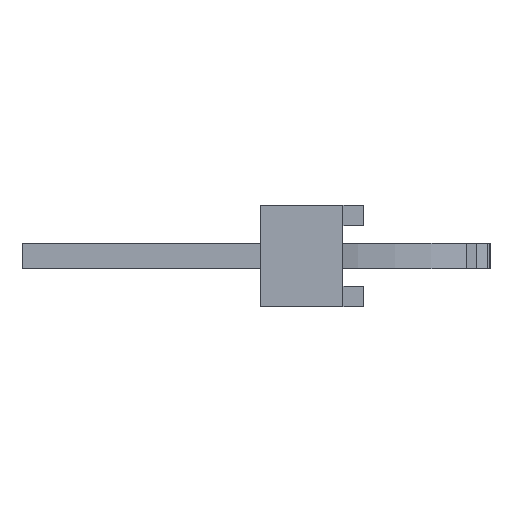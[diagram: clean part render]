
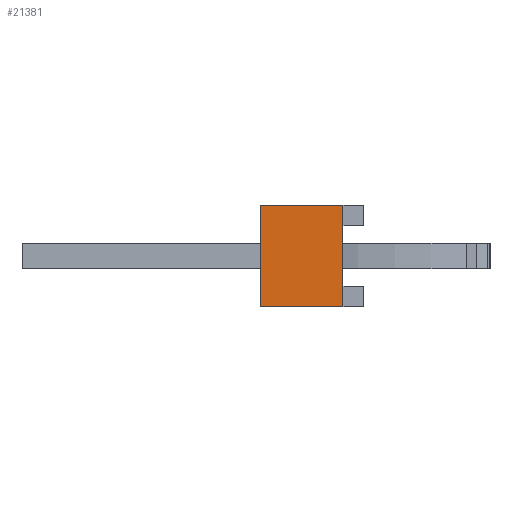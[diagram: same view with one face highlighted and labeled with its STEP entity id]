
A CAD part, left-side view. The second image highlights one B-rep face of the part: STEP entity #21381.
In plain terms, the highlighted planar face has unit normal (-1, 0, 0).
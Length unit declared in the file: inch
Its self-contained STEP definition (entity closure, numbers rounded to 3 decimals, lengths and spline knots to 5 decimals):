
#4679=ORIENTED_EDGE('',*,*,#8315,.T.);
#4680=ORIENTED_EDGE('',*,*,#8824,.T.);
#4681=ORIENTED_EDGE('',*,*,#8673,.F.);
#4682=ORIENTED_EDGE('',*,*,#7442,.F.);
#7442=EDGE_CURVE('',#10178,#10179,#12314,.T.);
#8315=EDGE_CURVE('',#10178,#10890,#13187,.T.);
#8673=EDGE_CURVE('',#10179,#11152,#13545,.T.);
#8824=EDGE_CURVE('',#10890,#11152,#13696,.T.);
#10178=VERTEX_POINT('',#30568);
#10179=VERTEX_POINT('',#30570);
#10890=VERTEX_POINT('',#32330);
#11152=VERTEX_POINT('',#33016);
#12314=LINE('',#30569,#15186);
#13187=LINE('',#32331,#16059);
#13545=LINE('',#33015,#16417);
#13696=LINE('',#33283,#16568);
#15186=VECTOR('',#24996,39.37008);
#16059=VECTOR('',#26223,39.37008);
#16417=VECTOR('',#26711,39.37008);
#16568=VECTOR('',#26928,39.37008);
#18077=EDGE_LOOP('',(#4679,#4680,#4681,#4682));
#19277=FACE_BOUND('',#18077,.T.);
#20281=PLANE('',#22700);
#21381=ADVANCED_FACE('',(#19277),#20281,.F.);
#22700=AXIS2_PLACEMENT_3D('',#34053,#27507,#27508);
#24996=DIRECTION('',(0.,0.,1.));
#26223=DIRECTION('',(0.,-1.,0.));
#26711=DIRECTION('',(0.,-1.,0.));
#26928=DIRECTION('',(0.,0.,1.));
#27507=DIRECTION('',(1.,0.,0.));
#27508=DIRECTION('',(0.,0.,-1.));
#30568=CARTESIAN_POINT('',(-0.85,0.1,-0.049));
#30569=CARTESIAN_POINT('',(-0.85,0.1,-0.049));
#30570=CARTESIAN_POINT('',(-0.85,0.1,0.049));
#32330=CARTESIAN_POINT('',(-0.85,0.02,-0.049));
#32331=CARTESIAN_POINT('',(-0.85,0.1,-0.049));
#33015=CARTESIAN_POINT('',(-0.85,0.1,0.049));
#33016=CARTESIAN_POINT('',(-0.85,0.02,0.049));
#33283=CARTESIAN_POINT('',(-0.85,0.02,-0.049));
#34053=CARTESIAN_POINT('',(-0.85,0.1,-0.049));
